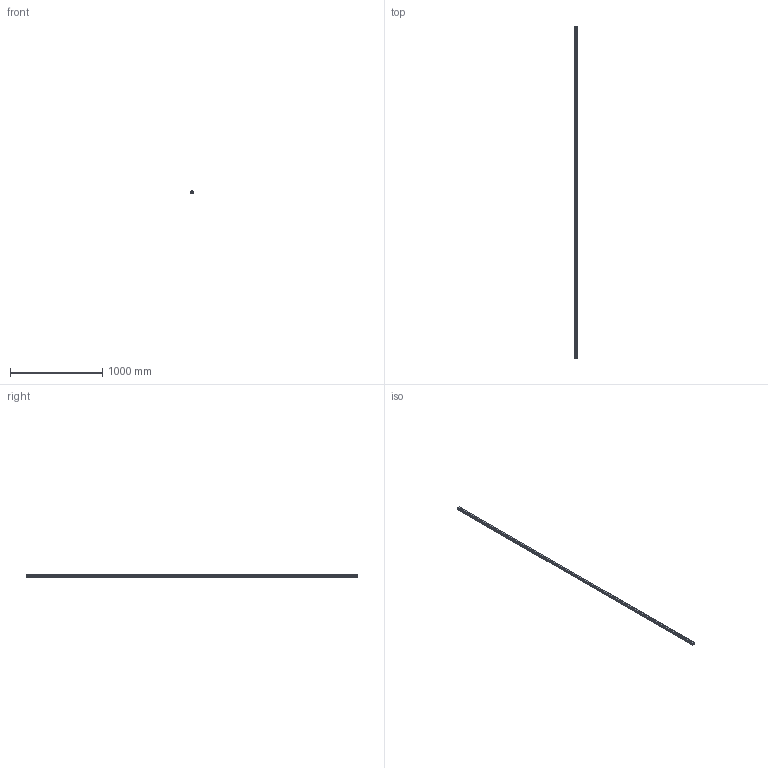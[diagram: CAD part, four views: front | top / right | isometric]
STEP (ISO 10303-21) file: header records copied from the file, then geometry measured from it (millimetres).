
FILE_DESCRIPTION(('STEP AP214'),'1');
FILE_NAME('cctmp_DE30C5F1-E928-4272-B0FA-3796DADA33DC_2021_01_26_15_01_26_0675..stp','2021-01-26T14:01:26',('HIWIN GmbH'),('CADClick - www.CADClick.com'),'Spatial InterOp 3D',' ','unknown authorization');
FILE_SCHEMA(('AUTOMOTIVE_DESIGN'));
Length unit declared in the file: millimetre
Products named in the file (1): HGR30T3590C_FILE
Bounding box: 28 x 3590 x 26 mm (x, y, z)
Volume: 2177742.1 mm3; surface area: 412779.3 mm2
Topology: 1 solids, 1 shells, 295 faces, 777 edges, 443 vertices
Faces by surface type: cylinder 112, plane 93, cone 90
Entity records: 10769 total; most frequent: DIRECTION 1503, CARTESIAN_POINT 1426, ORIENTED_EDGE 1374, EDGE_CURVE 687, AXIS2_PLACEMENT_3D 520, LINE 463, VECTOR 463, VERTEX_POINT 443
